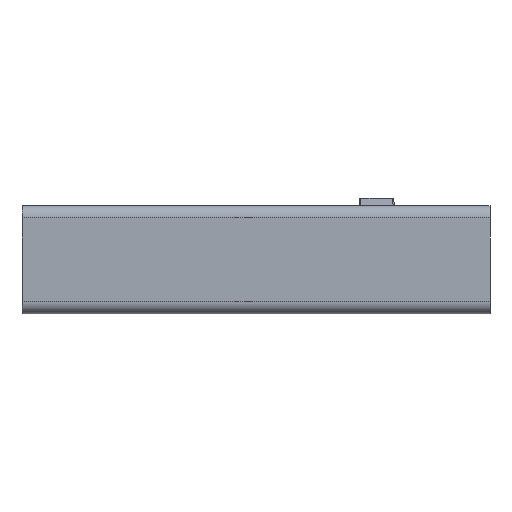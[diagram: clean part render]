
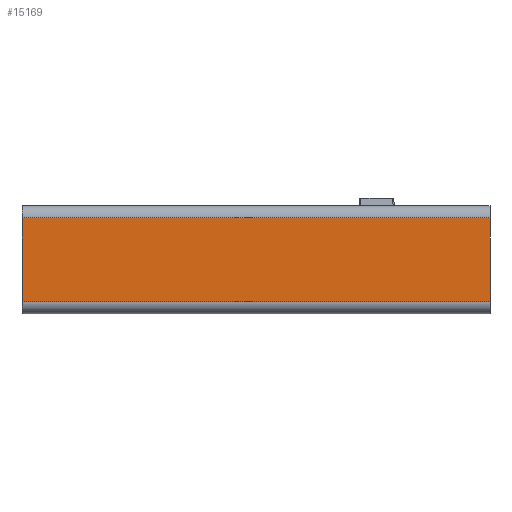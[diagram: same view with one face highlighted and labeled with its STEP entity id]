
A CAD part, front view. The second image highlights one B-rep face of the part: STEP entity #15169.
In plain terms, the highlighted face is planar.
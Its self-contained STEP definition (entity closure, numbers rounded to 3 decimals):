
#12826 = CYLINDRICAL_SURFACE('',#12827,0.5);
#12827 = AXIS2_PLACEMENT_3D('',#12828,#12829,#12830);
#12828 = CARTESIAN_POINT('',(0.25,5.,0.25));
#12829 = DIRECTION('',(0.,-1.,0.));
#12830 = DIRECTION('',(-1.,-0.,0.));
#14253 = CYLINDRICAL_SURFACE('',#14254,0.5);
#14254 = AXIS2_PLACEMENT_3D('',#14255,#14256,#14257);
#14255 = CARTESIAN_POINT('',(0.25,5.,3.65));
#14256 = DIRECTION('',(0.,-1.,0.));
#14257 = DIRECTION('',(0.,0.,1.));
#14439 = VERTEX_POINT('',#14440);
#14440 = CARTESIAN_POINT('',(-0.25,-4.5,0.25));
#14471 = EDGE_CURVE('',#14472,#14439,#14474,.T.);
#14472 = VERTEX_POINT('',#14473);
#14473 = CARTESIAN_POINT('',(-0.25,14.5,0.25));
#14474 = SURFACE_CURVE('',#14475,(#14479,#14486),.PCURVE_S1.);
#14475 = LINE('',#14476,#14477);
#14476 = CARTESIAN_POINT('',(-0.25,0.25,0.25));
#14477 = VECTOR('',#14478,1.);
#14478 = DIRECTION('',(0.,-1.,0.));
#14479 = PCURVE('',#12826,#14480);
#14480 = DEFINITIONAL_REPRESENTATION('',(#14481),#14485);
#14481 = LINE('',#14482,#14483);
#14482 = CARTESIAN_POINT('',(0.,4.75));
#14483 = VECTOR('',#14484,1.);
#14484 = DIRECTION('',(0.,1.));
#14485 = ( GEOMETRIC_REPRESENTATION_CONTEXT(2) 
PARAMETRIC_REPRESENTATION_CONTEXT() REPRESENTATION_CONTEXT('2D SPACE',''
  ) );
#14486 = PCURVE('',#14487,#14492);
#14487 = PLANE('',#14488);
#14488 = AXIS2_PLACEMENT_3D('',#14489,#14490,#14491);
#14489 = CARTESIAN_POINT('',(-0.25,14.5,15.365));
#14490 = DIRECTION('',(-1.,0.,0.));
#14491 = DIRECTION('',(0.,0.,-1.));
#14492 = DEFINITIONAL_REPRESENTATION('',(#14493),#14497);
#14493 = LINE('',#14494,#14495);
#14494 = CARTESIAN_POINT('',(15.115,14.25));
#14495 = VECTOR('',#14496,1.);
#14496 = DIRECTION('',(0.,1.));
#14497 = ( GEOMETRIC_REPRESENTATION_CONTEXT(2) 
PARAMETRIC_REPRESENTATION_CONTEXT() REPRESENTATION_CONTEXT('2D SPACE',''
  ) );
#14725 = PLANE('',#14726);
#14726 = AXIS2_PLACEMENT_3D('',#14727,#14728,#14729);
#14727 = CARTESIAN_POINT('',(0.,-4.5,0.
    ));
#14728 = DIRECTION('',(0.,-1.,0.));
#14729 = DIRECTION('',(0.,0.,1.));
#14759 = PLANE('',#14760);
#14760 = AXIS2_PLACEMENT_3D('',#14761,#14762,#14763);
#14761 = CARTESIAN_POINT('',(0.,14.5,4.215));
#14762 = DIRECTION('',(0.,1.,0.));
#14763 = DIRECTION('',(0.,0.,-1.));
#14860 = VERTEX_POINT('',#14861);
#14861 = CARTESIAN_POINT('',(-0.25,-4.5,3.65));
#14887 = EDGE_CURVE('',#14439,#14860,#14888,.T.);
#14888 = SURFACE_CURVE('',#14889,(#14893,#14900),.PCURVE_S1.);
#14889 = LINE('',#14890,#14891);
#14890 = CARTESIAN_POINT('',(-0.25,-4.5,3.65));
#14891 = VECTOR('',#14892,1.);
#14892 = DIRECTION('',(0.,0.,1.));
#14893 = PCURVE('',#14725,#14894);
#14894 = DEFINITIONAL_REPRESENTATION('',(#14895),#14899);
#14895 = LINE('',#14896,#14897);
#14896 = CARTESIAN_POINT('',(3.65,0.25));
#14897 = VECTOR('',#14898,1.);
#14898 = DIRECTION('',(1.,0.));
#14899 = ( GEOMETRIC_REPRESENTATION_CONTEXT(2) 
PARAMETRIC_REPRESENTATION_CONTEXT() REPRESENTATION_CONTEXT('2D SPACE',''
  ) );
#14900 = PCURVE('',#14487,#14901);
#14901 = DEFINITIONAL_REPRESENTATION('',(#14902),#14906);
#14902 = LINE('',#14903,#14904);
#14903 = CARTESIAN_POINT('',(11.715,19.));
#14904 = VECTOR('',#14905,1.);
#14905 = DIRECTION('',(-1.,-0.));
#14906 = ( GEOMETRIC_REPRESENTATION_CONTEXT(2) 
PARAMETRIC_REPRESENTATION_CONTEXT() REPRESENTATION_CONTEXT('2D SPACE',''
  ) );
#14961 = EDGE_CURVE('',#14962,#14472,#14964,.T.);
#14962 = VERTEX_POINT('',#14963);
#14963 = CARTESIAN_POINT('',(-0.25,14.5,3.65));
#14964 = SURFACE_CURVE('',#14965,(#14969,#14976),.PCURVE_S1.);
#14965 = LINE('',#14966,#14967);
#14966 = CARTESIAN_POINT('',(-0.25,14.5,4.781));
#14967 = VECTOR('',#14968,1.);
#14968 = DIRECTION('',(0.,0.,-1.));
#14969 = PCURVE('',#14759,#14970);
#14970 = DEFINITIONAL_REPRESENTATION('',(#14971),#14975);
#14971 = LINE('',#14972,#14973);
#14972 = CARTESIAN_POINT('',(-0.565,0.25));
#14973 = VECTOR('',#14974,1.);
#14974 = DIRECTION('',(1.,0.));
#14975 = ( GEOMETRIC_REPRESENTATION_CONTEXT(2) 
PARAMETRIC_REPRESENTATION_CONTEXT() REPRESENTATION_CONTEXT('2D SPACE',''
  ) );
#14976 = PCURVE('',#14487,#14977);
#14977 = DEFINITIONAL_REPRESENTATION('',(#14978),#14982);
#14978 = LINE('',#14979,#14980);
#14979 = CARTESIAN_POINT('',(10.585,0.));
#14980 = VECTOR('',#14981,1.);
#14981 = DIRECTION('',(1.,0.));
#14982 = ( GEOMETRIC_REPRESENTATION_CONTEXT(2) 
PARAMETRIC_REPRESENTATION_CONTEXT() REPRESENTATION_CONTEXT('2D SPACE',''
  ) );
#15009 = EDGE_CURVE('',#14860,#14962,#15010,.T.);
#15010 = SURFACE_CURVE('',#15011,(#15015,#15022),.PCURVE_S1.);
#15011 = LINE('',#15012,#15013);
#15012 = CARTESIAN_POINT('',(-0.25,5.,3.65));
#15013 = VECTOR('',#15014,1.);
#15014 = DIRECTION('',(0.,1.,0.));
#15015 = PCURVE('',#14253,#15016);
#15016 = DEFINITIONAL_REPRESENTATION('',(#15017),#15021);
#15017 = LINE('',#15018,#15019);
#15018 = CARTESIAN_POINT('',(1.571,0.));
#15019 = VECTOR('',#15020,1.);
#15020 = DIRECTION('',(0.,-1.));
#15021 = ( GEOMETRIC_REPRESENTATION_CONTEXT(2) 
PARAMETRIC_REPRESENTATION_CONTEXT() REPRESENTATION_CONTEXT('2D SPACE',''
  ) );
#15022 = PCURVE('',#14487,#15023);
#15023 = DEFINITIONAL_REPRESENTATION('',(#15024),#15028);
#15024 = LINE('',#15025,#15026);
#15025 = CARTESIAN_POINT('',(11.715,9.5));
#15026 = VECTOR('',#15027,1.);
#15027 = DIRECTION('',(0.,-1.));
#15028 = ( GEOMETRIC_REPRESENTATION_CONTEXT(2) 
PARAMETRIC_REPRESENTATION_CONTEXT() REPRESENTATION_CONTEXT('2D SPACE',''
  ) );
#15169 = ADVANCED_FACE('',(#15170),#14487,.T.);
#15170 = FACE_BOUND('',#15171,.T.);
#15171 = EDGE_LOOP('',(#15172,#15173,#15174,#15175));
#15172 = ORIENTED_EDGE('',*,*,#14471,.T.);
#15173 = ORIENTED_EDGE('',*,*,#14887,.T.);
#15174 = ORIENTED_EDGE('',*,*,#15009,.T.);
#15175 = ORIENTED_EDGE('',*,*,#14961,.T.);
